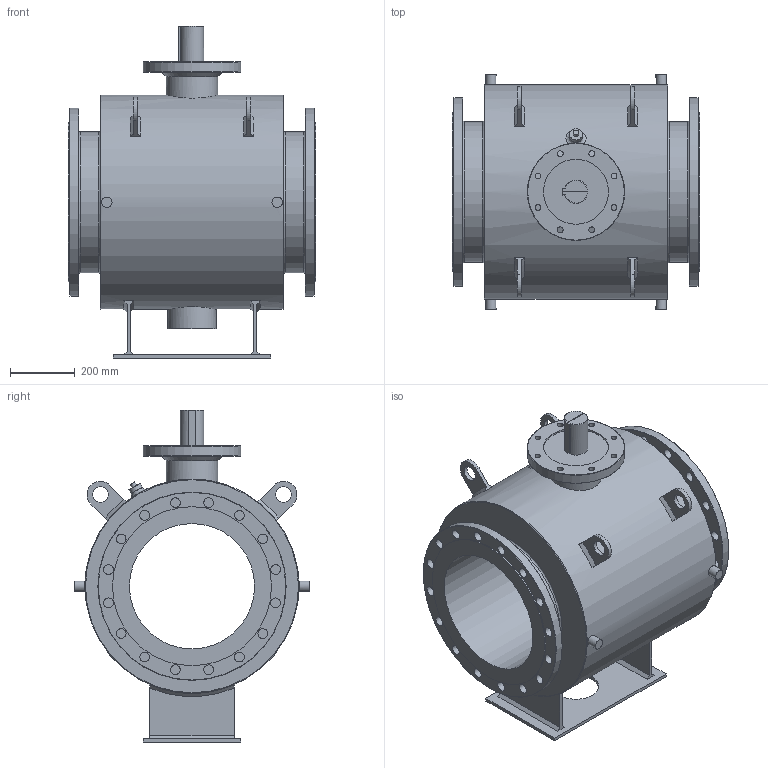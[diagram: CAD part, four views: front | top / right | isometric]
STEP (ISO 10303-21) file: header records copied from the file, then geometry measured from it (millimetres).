
FILE_DESCRIPTION( ( 'Unknown' ), '1' );
FILE_NAME( 'A400FF3_1.stp', 'Unknown', ( 'Unknown' ), ( 'Unknown' ), 'PSStep 14.0', 'Unknown', ' ' );
FILE_SCHEMA( ( 'AUTOMOTIVE_DESIGN { 1 0 10303 214 1 1 1 1 }' ) );
Length unit declared in the file: millimetre
Products named in the file (1): 1
Bounding box: 762 x 724 x 1023 mm (x, y, z)
Volume: 147503669.5 mm3; surface area: 4063463.6 mm2
Topology: 1 solids, 1 shells, 158 faces, 429 edges, 295 vertices
Faces by surface type: cylinder 68, plane 61, cone 24, torus 4, bspline 1
Full cylindrical faces by diameter (mm): 17 x1, 18 x8, 30 x32, 32 x4, 40 x1, 48 x4, 72 x1, 140 x1, 149 x1, 159 x1, 200 x1, 300 x1, 386 x1, 434 x2, 490 x2, 580 x2, 660.4 x1
Entity records: 8020 total; most frequent: CARTESIAN_POINT 3065, DIRECTION 756, ORIENTED_EDGE 608, EDGE_LOOP 354, AXIS2_PLACEMENT_3D 330, EDGE_CURVE 304, VERTEX_POINT 250, FACE_OUTER_BOUND 227
